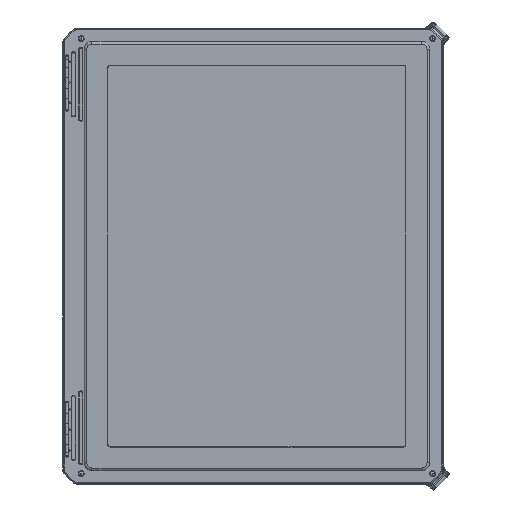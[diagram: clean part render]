
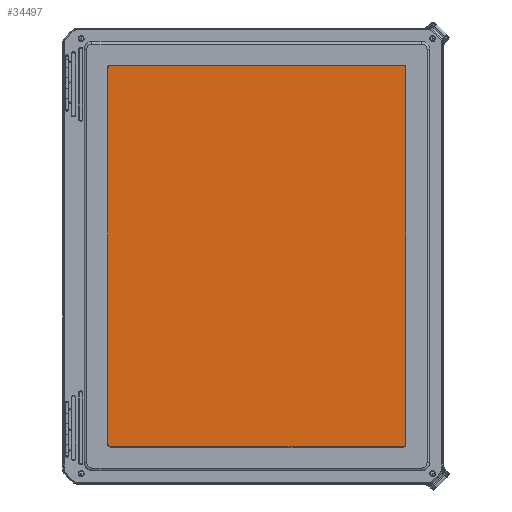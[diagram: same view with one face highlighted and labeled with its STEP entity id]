
A CAD part, top view. The second image highlights one B-rep face of the part: STEP entity #34497.
In plain terms, the highlighted face is planar.
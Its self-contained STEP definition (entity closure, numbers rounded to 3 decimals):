
#4794=LINE('',#80108,#7309);
#4798=LINE('',#80117,#7313);
#4801=LINE('',#80125,#7316);
#4804=LINE('',#80133,#7319);
#7309=VECTOR('',#48420,14.);
#7313=VECTOR('',#48430,18.);
#7316=VECTOR('',#48439,14.);
#7319=VECTOR('',#48448,18.);
#8193=PLANE('',#38533);
#10385=FACE_OUTER_BOUND('',#12611,.T.);
#12611=EDGE_LOOP('',(#31601,#31602,#31603,#31604,#31605,#31606,#31607,#31608));
#14096=CIRCLE('',#38523,0.115);
#14097=CIRCLE('',#38526,0.115);
#14098=CIRCLE('',#38529,0.115);
#14099=CIRCLE('',#38532,0.115);
#17026=VERTEX_POINT('',#80105);
#17027=VERTEX_POINT('',#80107);
#17028=VERTEX_POINT('',#80111);
#17029=VERTEX_POINT('',#80115);
#17030=VERTEX_POINT('',#80119);
#17031=VERTEX_POINT('',#80123);
#17032=VERTEX_POINT('',#80127);
#17033=VERTEX_POINT('',#80131);
#21927=EDGE_CURVE('',#17026,#17027,#4794,.T.);
#21930=EDGE_CURVE('',#17028,#17026,#14096,.T.);
#21932=EDGE_CURVE('',#17029,#17028,#4798,.T.);
#21934=EDGE_CURVE('',#17030,#17029,#14097,.T.);
#21936=EDGE_CURVE('',#17031,#17030,#4801,.T.);
#21938=EDGE_CURVE('',#17032,#17031,#14098,.T.);
#21940=EDGE_CURVE('',#17033,#17032,#4804,.T.);
#21941=EDGE_CURVE('',#17027,#17033,#14099,.T.);
#31601=ORIENTED_EDGE('',*,*,#21941,.F.);
#31602=ORIENTED_EDGE('',*,*,#21927,.F.);
#31603=ORIENTED_EDGE('',*,*,#21930,.F.);
#31604=ORIENTED_EDGE('',*,*,#21932,.F.);
#31605=ORIENTED_EDGE('',*,*,#21934,.F.);
#31606=ORIENTED_EDGE('',*,*,#21936,.F.);
#31607=ORIENTED_EDGE('',*,*,#21938,.F.);
#31608=ORIENTED_EDGE('',*,*,#21940,.F.);
#34497=ADVANCED_FACE('',(#10385),#8193,.F.);
#38523=AXIS2_PLACEMENT_3D('',#80113,#48425,#48426);
#38526=AXIS2_PLACEMENT_3D('',#80121,#48434,#48435);
#38529=AXIS2_PLACEMENT_3D('',#80129,#48443,#48444);
#38532=AXIS2_PLACEMENT_3D('',#80135,#48451,#48452);
#38533=AXIS2_PLACEMENT_3D('',#80136,#48453,#48454);
#48420=DIRECTION('',(-1.,0.,0.));
#48425=DIRECTION('center_axis',(0.,0.,1.));
#48426=DIRECTION('ref_axis',(1.,0.,0.));
#48430=DIRECTION('',(0.,1.,0.));
#48434=DIRECTION('center_axis',(0.,0.,1.));
#48435=DIRECTION('ref_axis',(0.,-1.,0.));
#48439=DIRECTION('',(1.,0.,0.));
#48443=DIRECTION('center_axis',(0.,0.,1.));
#48444=DIRECTION('ref_axis',(-1.,0.,0.));
#48448=DIRECTION('',(0.,-1.,0.));
#48451=DIRECTION('center_axis',(0.,0.,1.));
#48452=DIRECTION('ref_axis',(0.,1.,0.));
#48453=DIRECTION('center_axis',(0.,0.,1.));
#48454=DIRECTION('ref_axis',(1.,0.,0.));
#80105=CARTESIAN_POINT('',(7.,9.115,0.));
#80107=CARTESIAN_POINT('',(-7.,9.115,0.));
#80108=CARTESIAN_POINT('',(7.,9.115,0.));
#80111=CARTESIAN_POINT('',(7.115,9.,0.));
#80113=CARTESIAN_POINT('Origin',(7.,9.,0.));
#80115=CARTESIAN_POINT('',(7.115,-9.,0.));
#80117=CARTESIAN_POINT('',(7.115,-9.,0.));
#80119=CARTESIAN_POINT('',(7.,-9.115,0.));
#80121=CARTESIAN_POINT('Origin',(7.,-9.,0.));
#80123=CARTESIAN_POINT('',(-7.,-9.115,0.));
#80125=CARTESIAN_POINT('',(-7.,-9.115,0.));
#80127=CARTESIAN_POINT('',(-7.115,-9.,0.));
#80129=CARTESIAN_POINT('Origin',(-7.,-9.,0.));
#80131=CARTESIAN_POINT('',(-7.115,9.,0.));
#80133=CARTESIAN_POINT('',(-7.115,9.,0.));
#80135=CARTESIAN_POINT('Origin',(-7.,9.,0.));
#80136=CARTESIAN_POINT('Origin',(0.,0.,0.));
